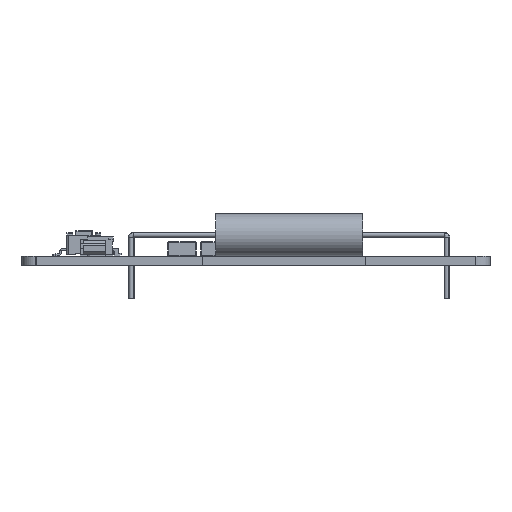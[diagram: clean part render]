
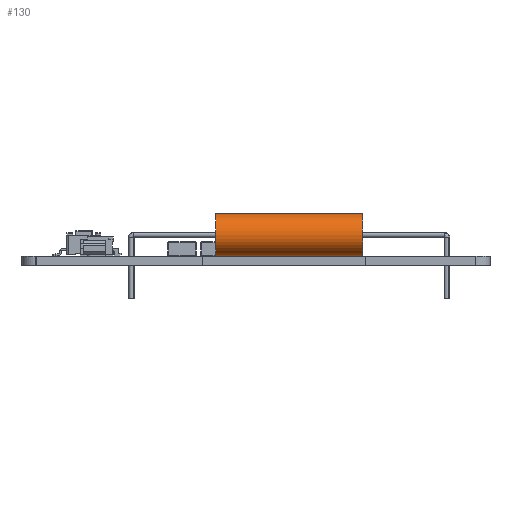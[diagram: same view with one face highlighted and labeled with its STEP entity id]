
A CAD part, front view. The second image highlights one B-rep face of the part: STEP entity #130.
In plain terms, the highlighted cylindrical face has radius 3.75 mm (diameter 7.5 mm), a full revolution.
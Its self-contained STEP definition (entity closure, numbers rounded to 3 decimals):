
#130 = ADVANCED_FACE('',(#131),#158,.T.);
#131 = FACE_BOUND('',#132,.T.);
#132 = EDGE_LOOP('',(#133,#142,#150,#157));
#133 = ORIENTED_EDGE('',*,*,#134,.F.);
#134 = EDGE_CURVE('',#135,#135,#137,.T.);
#135 = VERTEX_POINT('',#136);
#136 = CARTESIAN_POINT('',(41.,0.,0.));
#137 = CIRCLE('',#138,3.75);
#138 = AXIS2_PLACEMENT_3D('',#139,#140,#141);
#139 = CARTESIAN_POINT('',(41.,0.,3.75));
#140 = DIRECTION('',(1.,-0.,0.));
#141 = DIRECTION('',(0.,0.,-1.));
#142 = ORIENTED_EDGE('',*,*,#143,.F.);
#143 = EDGE_CURVE('',#144,#135,#146,.T.);
#144 = VERTEX_POINT('',#145);
#145 = CARTESIAN_POINT('',(15.,0.,0.));
#146 = LINE('',#147,#148);
#147 = CARTESIAN_POINT('',(15.,0.,0.));
#148 = VECTOR('',#149,1.);
#149 = DIRECTION('',(1.,0.,0.));
#150 = ORIENTED_EDGE('',*,*,#151,.T.);
#151 = EDGE_CURVE('',#144,#144,#152,.T.);
#152 = CIRCLE('',#153,3.75);
#153 = AXIS2_PLACEMENT_3D('',#154,#155,#156);
#154 = CARTESIAN_POINT('',(15.,0.,3.75));
#155 = DIRECTION('',(1.,-0.,0.));
#156 = DIRECTION('',(0.,0.,-1.));
#157 = ORIENTED_EDGE('',*,*,#143,.T.);
#158 = CYLINDRICAL_SURFACE('',#159,3.75);
#159 = AXIS2_PLACEMENT_3D('',#160,#161,#162);
#160 = CARTESIAN_POINT('',(15.,0.,3.75));
#161 = DIRECTION('',(1.,0.,0.));
#162 = DIRECTION('',(0.,0.,-1.));
